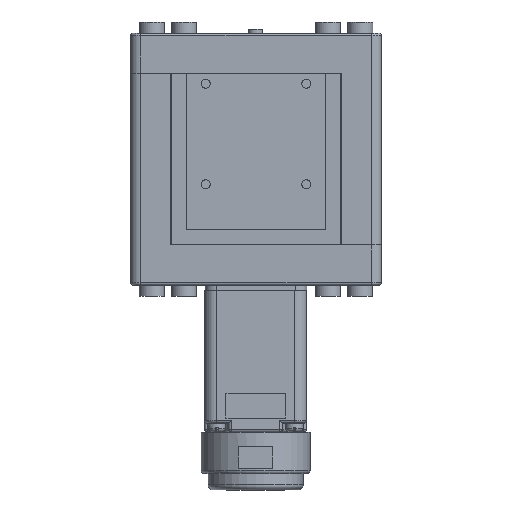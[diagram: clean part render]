
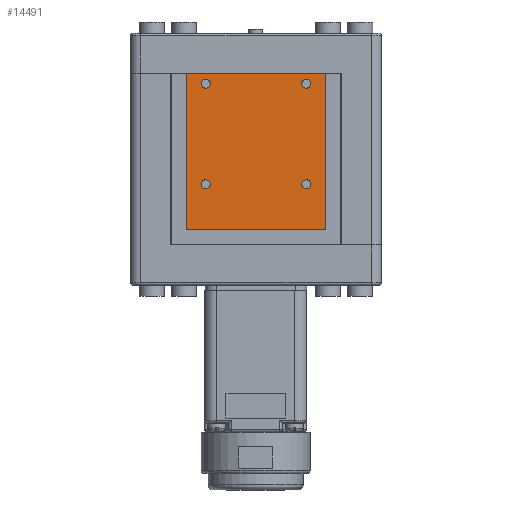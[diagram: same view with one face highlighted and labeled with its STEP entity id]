
A CAD part, front view. The second image highlights one B-rep face of the part: STEP entity #14491.
In plain terms, the highlighted face is planar.
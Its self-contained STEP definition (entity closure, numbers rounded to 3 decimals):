
#627=FACE_BOUND('',#2472,.T.);
#628=FACE_BOUND('',#2473,.T.);
#629=FACE_BOUND('',#2474,.T.);
#630=FACE_BOUND('',#2475,.T.);
#747=CIRCLE('',#15583,0.9);
#749=CIRCLE('',#15586,0.9);
#751=CIRCLE('',#15589,0.9);
#753=CIRCLE('',#15592,0.9);
#1597=FACE_OUTER_BOUND('',#2471,.T.);
#2471=EDGE_LOOP('',(#9694,#9695,#9696,#9697));
#2472=EDGE_LOOP('',(#9698));
#2473=EDGE_LOOP('',(#9699));
#2474=EDGE_LOOP('',(#9700));
#2475=EDGE_LOOP('',(#9701));
#3497=LINE('',#21802,#4790);
#3498=LINE('',#21804,#4791);
#3499=LINE('',#21806,#4792);
#3500=LINE('',#21807,#4793);
#4790=VECTOR('',#17275,10.);
#4791=VECTOR('',#17276,10.);
#4792=VECTOR('',#17277,10.);
#4793=VECTOR('',#17278,10.);
#6062=VERTEX_POINT('',#21744);
#6064=VERTEX_POINT('',#21750);
#6066=VERTEX_POINT('',#21756);
#6068=VERTEX_POINT('',#21762);
#6082=VERTEX_POINT('',#21800);
#6083=VERTEX_POINT('',#21801);
#6084=VERTEX_POINT('',#21803);
#6085=VERTEX_POINT('',#21805);
#7472=EDGE_CURVE('',#6062,#6062,#747,.T.);
#7475=EDGE_CURVE('',#6064,#6064,#749,.T.);
#7478=EDGE_CURVE('',#6066,#6066,#751,.T.);
#7481=EDGE_CURVE('',#6068,#6068,#753,.T.);
#7499=EDGE_CURVE('',#6082,#6083,#3497,.T.);
#7500=EDGE_CURVE('',#6084,#6083,#3498,.T.);
#7501=EDGE_CURVE('',#6085,#6084,#3499,.T.);
#7502=EDGE_CURVE('',#6085,#6082,#3500,.T.);
#9694=ORIENTED_EDGE('',*,*,#7499,.T.);
#9695=ORIENTED_EDGE('',*,*,#7500,.F.);
#9696=ORIENTED_EDGE('',*,*,#7501,.F.);
#9697=ORIENTED_EDGE('',*,*,#7502,.T.);
#9698=ORIENTED_EDGE('',*,*,#7472,.T.);
#9699=ORIENTED_EDGE('',*,*,#7475,.T.);
#9700=ORIENTED_EDGE('',*,*,#7478,.T.);
#9701=ORIENTED_EDGE('',*,*,#7481,.T.);
#13991=PLANE('',#15599);
#14491=ADVANCED_FACE('',(#1597,#627,#628,#629,#630),#13991,.T.);
#15583=AXIS2_PLACEMENT_3D('',#21745,#17222,#17223);
#15586=AXIS2_PLACEMENT_3D('',#21751,#17229,#17230);
#15589=AXIS2_PLACEMENT_3D('',#21757,#17236,#17237);
#15592=AXIS2_PLACEMENT_3D('',#21763,#17243,#17244);
#15599=AXIS2_PLACEMENT_3D('',#21799,#17273,#17274);
#17222=DIRECTION('center_axis',(1.,0.,0.));
#17223=DIRECTION('ref_axis',(0.,0.,1.));
#17229=DIRECTION('center_axis',(1.,0.,0.));
#17230=DIRECTION('ref_axis',(0.,0.,1.));
#17236=DIRECTION('center_axis',(1.,0.,0.));
#17237=DIRECTION('ref_axis',(0.,0.,1.));
#17243=DIRECTION('center_axis',(1.,0.,0.));
#17244=DIRECTION('ref_axis',(0.,0.,1.));
#17273=DIRECTION('center_axis',(-1.,0.,0.));
#17274=DIRECTION('ref_axis',(0.,-1.,0.));
#17275=DIRECTION('',(0.,1.,0.));
#17276=DIRECTION('',(0.,0.,1.));
#17277=DIRECTION('',(0.,1.,0.));
#17278=DIRECTION('',(0.,0.,1.));
#21744=CARTESIAN_POINT('',(-19.527,10.,10.15));
#21745=CARTESIAN_POINT('Origin',(-19.527,10.,11.05));
#21750=CARTESIAN_POINT('',(-19.527,10.,30.15));
#21751=CARTESIAN_POINT('Origin',(-19.527,10.,31.05));
#21756=CARTESIAN_POINT('',(-19.527,-10.,30.15));
#21757=CARTESIAN_POINT('Origin',(-19.527,-10.,31.05));
#21762=CARTESIAN_POINT('',(-19.527,-10.,10.15));
#21763=CARTESIAN_POINT('Origin',(-19.527,-10.,11.05));
#21799=CARTESIAN_POINT('Origin',(-19.527,13.869,2.));
#21800=CARTESIAN_POINT('',(-19.527,-13.869,33.1));
#21801=CARTESIAN_POINT('',(-19.527,13.869,33.1));
#21802=CARTESIAN_POINT('',(-19.527,6.934,33.1));
#21803=CARTESIAN_POINT('',(-19.527,13.869,2.));
#21804=CARTESIAN_POINT('',(-19.527,13.869,2.));
#21805=CARTESIAN_POINT('',(-19.527,-13.869,2.));
#21806=CARTESIAN_POINT('',(-19.527,6.934,2.));
#21807=CARTESIAN_POINT('',(-19.527,-13.869,2.));
